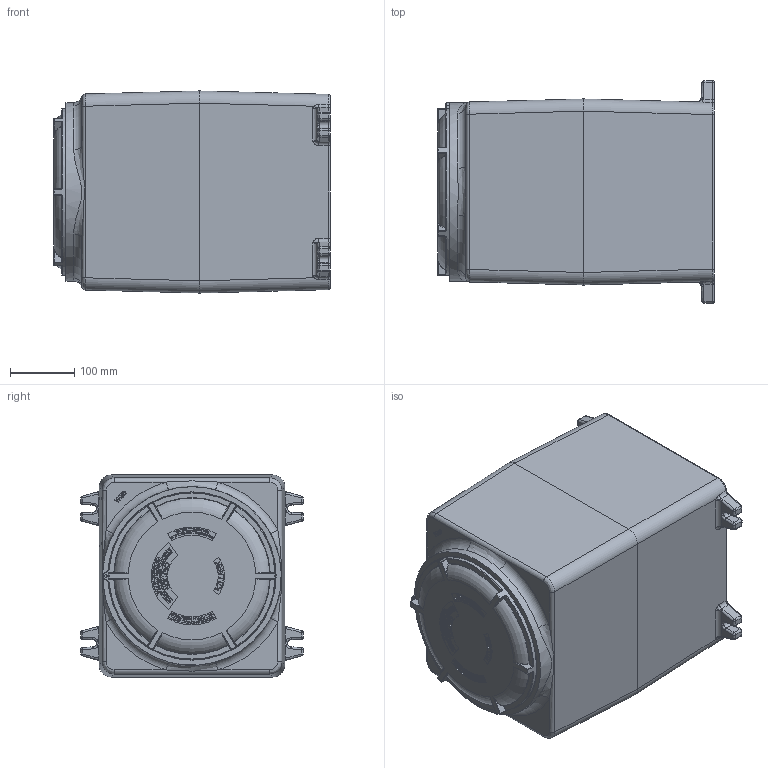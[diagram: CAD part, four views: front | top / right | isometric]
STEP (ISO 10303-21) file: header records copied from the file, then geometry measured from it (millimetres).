
FILE_DESCRIPTION(/* description */ (''),/* implementation_level */ '2;1');
FILE_NAME(/* name */ 'KIL_GRHA.stp',/* time_stamp */ '2017-12-13T20:25:35+06:00',/* author */ ('ypadmaraja'),/* organization */ (''),/* preprocessor_version */ 'ST-DEVELOPER v16.13',/* originating_system */ 'Autodesk Inventor 2018',/* authorisation */ '');
FILE_SCHEMA (('AUTOMOTIVE_DESIGN { 1 0 10303 214 3 1 1 }'));
Products named in the file (3): GRHA; 17818; 17814
Assembly tree (2 placements, depth 2):
  GRHA
    17818
    17814
Bounding box: 430.21 x 346.07 x 314.4 mm (x, y, z)
Volume: 12718458.4 mm3; surface area: 1215431.2 mm2
Topology: 2 solids, 2 shells, 3500 faces, 9251 edges, 5994 vertices
Faces by surface type: plane 2011, bspline 1108, cylinder 238, sphere 64, torus 60, cone 19
Full cylindrical faces by diameter (mm): 2.184 x8, 3.683 x1, 3.962 x1, 239.712 x1, 251.393 x1, 261.925 x1, 277.812 x1
Entity records: 128078 total; most frequent: CARTESIAN_POINT 48375, ORIENTED_EDGE 18354, DIRECTION 12654, EDGE_CURVE 9177, LINE 6326, VECTOR 6326, VERTEX_POINT 5973, EDGE_LOOP 3794
